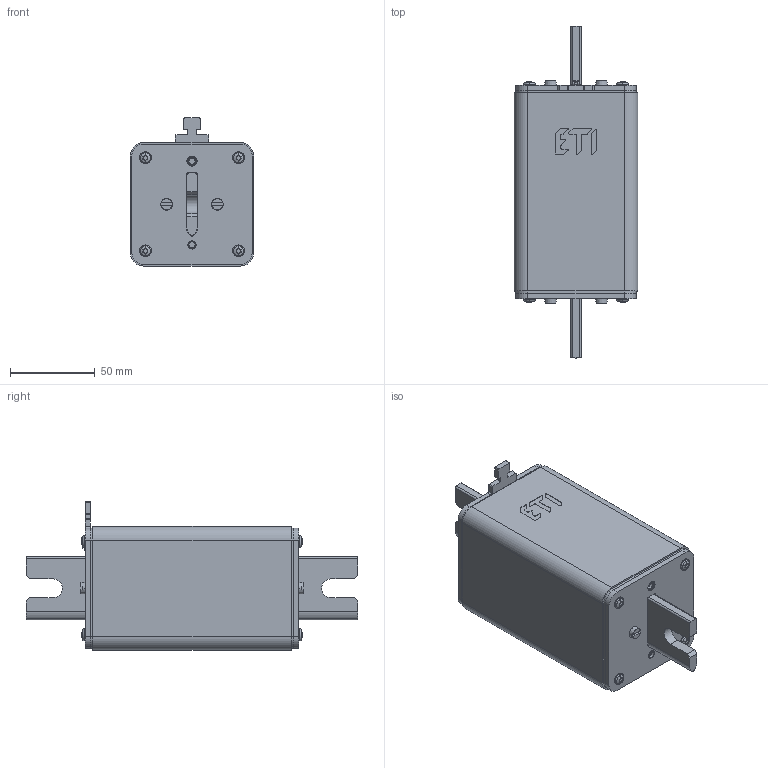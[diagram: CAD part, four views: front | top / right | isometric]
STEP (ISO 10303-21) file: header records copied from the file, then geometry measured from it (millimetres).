
FILE_DESCRIPTION((''),'2;1');
FILE_NAME('004110630_M3L_GPV_315A-1500V_DC_ASM','2021-09-27T',('marketing.praksa'),('Audax d.o.o.'),'CREO PARAMETRIC BY PTC INC, 2017480','CREO PARAMETRIC BY PTC INC, 2017480','');
FILE_SCHEMA(('AUTOMOTIVE_DESIGN { 1 0 10303 214 1 1 1 1 }'));
Length unit declared in the file: millimetre
Products named in the file (13): 0000046024_1_1; 0000053299_2_1_1_1; 0000050967_1_1_2_1; 0000019000_AF0_1_1_2_3_4_5_6_1; 0000020161_AF0_2_1_2_1; 0000047204_ASM_1_ASM_1_ASM; 0000045921_1_1_1_1; 0000011586_1_1_2_3_4_5_6_7_8__2; 0000011580_1_1_2_3_4_5_6_7_8__5; 0000011599_1_1_2_3_4_5_6_7_8__4; 0000037876_1_1_2_3_4_5_6_7_8__5; 0000043213_1_1_2_3_4_5_6_7_8__2; 004110630_M3L_GPV_315A-1500V_DC_ASM
Assembly tree (26 placements, depth 3):
  004110630_M3L_GPV_315A-1500V_DC_ASM
    0000046024_1_1
    0000053299_2_1_1_1
    0000050967_1_1_2_1  x2
    0000047204_ASM_1_ASM_1_ASM  x2
      0000019000_AF0_1_1_2_3_4_5_6_1
      0000020161_AF0_2_1_2_1
    0000045921_1_1_1_1
    0000011586_1_1_2_3_4_5_6_7_8__2
    0000011580_1_1_2_3_4_5_6_7_8__5
    0000011599_1_1_2_3_4_5_6_7_8__4  x3
    0000037876_1_1_2_3_4_5_6_7_8__5  x4
    0000043213_1_1_2_3_4_5_6_7_8__2  x8
Bounding box: 73 x 196 x 87.5 mm (x, y, z)
Volume: 687748 mm3; surface area: 108255.1 mm2
Topology: 26 solids, 42 shells, 1159 faces, 3202 edges, 2084 vertices
Faces by surface type: cylinder 573, plane 269, bspline 123, cone 96, torus 66, sphere 16, extrusion 16
Entity records: 30338 total; most frequent: CARTESIAN_POINT 9028, DIRECTION 3021, ORIENTED_EDGE 2768, EDGE_CURVE 1406, AXIS2_PLACEMENT_3D 1172, VERTEX_POINT 924, PRESENTATION_STYLE_ASSIGNMENT 909, STYLED_ITEM 858
